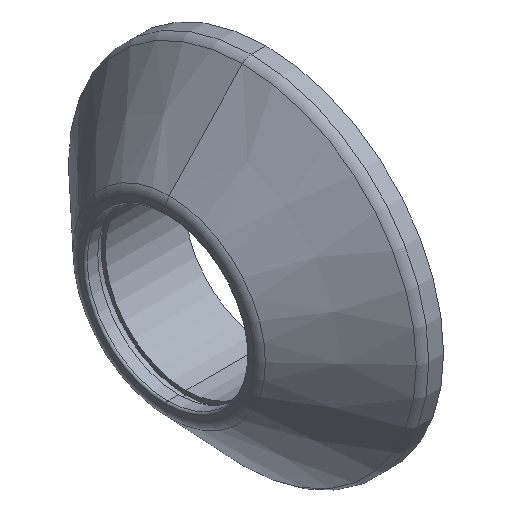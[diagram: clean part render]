
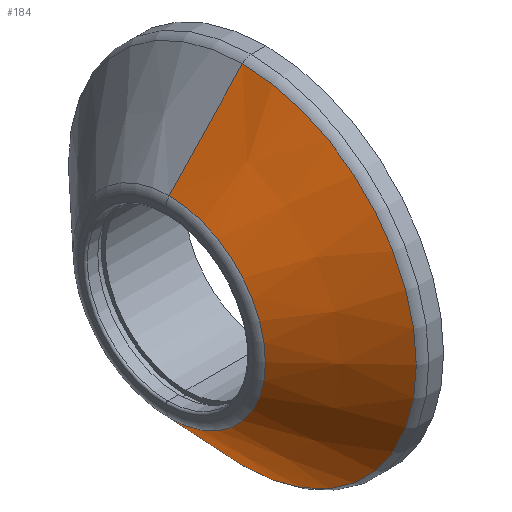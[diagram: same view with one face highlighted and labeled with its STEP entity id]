
A CAD part, isometric view. The second image highlights one B-rep face of the part: STEP entity #184.
In plain terms, the highlighted conical face has half-angle 46.736 degrees and reference radius 43.506 mm.
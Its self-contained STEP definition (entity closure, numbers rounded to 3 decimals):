
#8 = DIRECTION ( 'NONE',  ( 0.685, 0., 0.728 ) ) ;
#21 = DIRECTION ( 'NONE',  ( 1., 0., 0. ) ) ;
#28 = CARTESIAN_POINT ( 'NONE',  ( -5.888, 0., 0. ) ) ;
#45 = ORIENTED_EDGE ( 'NONE', *, *, #447, .F. ) ;
#56 = VECTOR ( 'NONE', #469, 1000. ) ;
#87 = CARTESIAN_POINT ( 'NONE',  ( -5.888, 0., -43.506 ) ) ;
#95 = EDGE_LOOP ( 'NONE', ( #45, #560, #145, #473 ) ) ;
#96 = VERTEX_POINT ( 'NONE', #315 ) ;
#100 = CIRCLE ( 'NONE', #293, 24.066 ) ;
#145 = ORIENTED_EDGE ( 'NONE', *, *, #481, .T. ) ;
#149 = FACE_OUTER_BOUND ( 'NONE', #95, .T. ) ;
#182 = VERTEX_POINT ( 'NONE', #409 ) ;
#184 = ADVANCED_FACE ( 'NONE', ( #149 ), #308, .T. ) ;
#208 = AXIS2_PLACEMENT_3D ( 'NONE', #237, #21, #532 ) ;
#214 = CARTESIAN_POINT ( 'NONE',  ( -5.888, 0., 43.506 ) ) ;
#237 = CARTESIAN_POINT ( 'NONE',  ( -5.888, 0., 0. ) ) ;
#245 = VECTOR ( 'NONE', #8, 1000. ) ;
#247 = DIRECTION ( 'NONE',  ( 0., 0., -1. ) ) ;
#255 = DIRECTION ( 'NONE',  ( 1., 0., 0. ) ) ;
#287 = DIRECTION ( 'NONE',  ( 1., 0., 0. ) ) ;
#293 = AXIS2_PLACEMENT_3D ( 'NONE', #339, #255, #463 ) ;
#298 = EDGE_CURVE ( 'NONE', #96, #353, #310, .T. ) ;
#308 = CONICAL_SURFACE ( 'NONE', #208, 43.506, 0.816 ) ;
#310 = CIRCLE ( 'NONE', #538, 43.506 ) ;
#315 = CARTESIAN_POINT ( 'NONE',  ( -5.888, 0., 43.506 ) ) ;
#335 = CARTESIAN_POINT ( 'NONE',  ( -24.185, 0., 24.066 ) ) ;
#339 = CARTESIAN_POINT ( 'NONE',  ( -24.185, 0., 0. ) ) ;
#353 = VERTEX_POINT ( 'NONE', #509 ) ;
#409 = CARTESIAN_POINT ( 'NONE',  ( -24.185, 0., -24.066 ) ) ;
#410 = VERTEX_POINT ( 'NONE', #335 ) ;
#424 = EDGE_CURVE ( 'NONE', #410, #182, #100, .T. ) ;
#430 = LINE ( 'NONE', #87, #56 ) ;
#447 = EDGE_CURVE ( 'NONE', #410, #96, #528, .T. ) ;
#463 = DIRECTION ( 'NONE',  ( 0., 0., -1. ) ) ;
#469 = DIRECTION ( 'NONE',  ( 0.685, 0., -0.728 ) ) ;
#473 = ORIENTED_EDGE ( 'NONE', *, *, #298, .F. ) ;
#481 = EDGE_CURVE ( 'NONE', #182, #353, #430, .T. ) ;
#509 = CARTESIAN_POINT ( 'NONE',  ( -5.888, 0., -43.506 ) ) ;
#528 = LINE ( 'NONE', #214, #245 ) ;
#532 = DIRECTION ( 'NONE',  ( 0., 0., -1. ) ) ;
#538 = AXIS2_PLACEMENT_3D ( 'NONE', #28, #287, #247 ) ;
#560 = ORIENTED_EDGE ( 'NONE', *, *, #424, .T. ) ;
